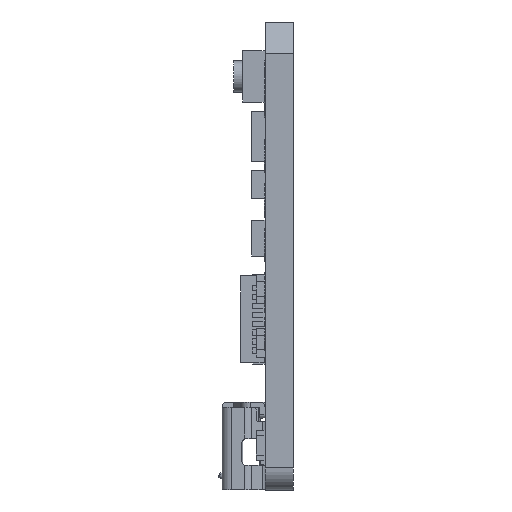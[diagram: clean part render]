
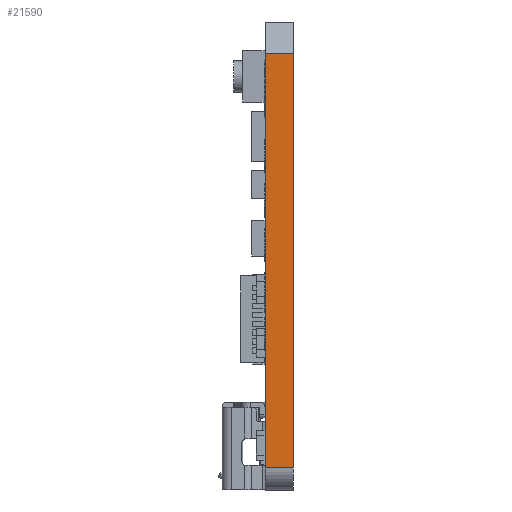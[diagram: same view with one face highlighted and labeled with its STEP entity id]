
A CAD part, left-side view. The second image highlights one B-rep face of the part: STEP entity #21590.
In plain terms, the highlighted planar face has unit normal (-1, 0, 0).
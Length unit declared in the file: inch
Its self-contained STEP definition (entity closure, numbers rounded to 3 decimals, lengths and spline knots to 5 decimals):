
#1636 = LINE ( 'NONE', #3637, #21909 ) ;
#2027 = ORIENTED_EDGE ( 'NONE', *, *, #12424, .F. ) ;
#2302 = CARTESIAN_POINT ( 'NONE',  ( -0.3, 0.063, 0.455 ) ) ;
#2783 = VECTOR ( 'NONE', #20263, 39.37008 ) ;
#3637 = CARTESIAN_POINT ( 'NONE',  ( -0.3, 0.063, -0.475 ) ) ;
#3871 = VECTOR ( 'NONE', #43163, 39.37008 ) ;
#4908 = VERTEX_POINT ( 'NONE', #43926 ) ;
#5612 = ORIENTED_EDGE ( 'NONE', *, *, #17160, .T. ) ;
#6781 = CARTESIAN_POINT ( 'NONE',  ( -0.3, 0.063, -0.475 ) ) ;
#6937 = DIRECTION ( 'NONE',  ( 0., 0., -1. ) ) ;
#8760 = VERTEX_POINT ( 'NONE', #10723 ) ;
#9235 = VECTOR ( 'NONE', #20168, 39.37008 ) ;
#9996 = DIRECTION ( 'NONE',  ( 1., 0., 0. ) ) ;
#10723 = CARTESIAN_POINT ( 'NONE',  ( -0.3, 0.063, -0.475 ) ) ;
#12424 = EDGE_CURVE ( 'NONE', #8760, #18441, #23041, .T. ) ;
#13384 = PLANE ( 'NONE',  #14368 ) ;
#14368 = AXIS2_PLACEMENT_3D ( 'NONE', #6781, #9996, #6937 ) ;
#15027 = CARTESIAN_POINT ( 'NONE',  ( -0.3, 0.063, 0.455 ) ) ;
#17160 = EDGE_CURVE ( 'NONE', #8760, #4908, #1636, .T. ) ;
#17212 = EDGE_LOOP ( 'NONE', ( #20565, #29691, #2027, #5612 ) ) ;
#18441 = VERTEX_POINT ( 'NONE', #2302 ) ;
#19115 = LINE ( 'NONE', #20760, #9235 ) ;
#20168 = DIRECTION ( 'NONE',  ( 0., 0., 1. ) ) ;
#20263 = DIRECTION ( 'NONE',  ( 0., 0., 1. ) ) ;
#20565 = ORIENTED_EDGE ( 'NONE', *, *, #45311, .T. ) ;
#20760 = CARTESIAN_POINT ( 'NONE',  ( -0.3, 0., -0.475 ) ) ;
#21590 = ADVANCED_FACE ( 'NONE', ( #27107 ), #13384, .F. ) ;
#21909 = VECTOR ( 'NONE', #31749, 39.37008 ) ;
#22777 = CARTESIAN_POINT ( 'NONE',  ( -0.3, 0., 0.455 ) ) ;
#23041 = LINE ( 'NONE', #41384, #2783 ) ;
#25992 = EDGE_CURVE ( 'NONE', #18441, #42311, #29049, .T. ) ;
#27107 = FACE_OUTER_BOUND ( 'NONE', #17212, .T. ) ;
#29049 = LINE ( 'NONE', #15027, #3871 ) ;
#29691 = ORIENTED_EDGE ( 'NONE', *, *, #25992, .F. ) ;
#31749 = DIRECTION ( 'NONE',  ( 0., -1., 0. ) ) ;
#41384 = CARTESIAN_POINT ( 'NONE',  ( -0.3, 0.063, -0.475 ) ) ;
#42311 = VERTEX_POINT ( 'NONE', #22777 ) ;
#43163 = DIRECTION ( 'NONE',  ( 0., -1., 0. ) ) ;
#43926 = CARTESIAN_POINT ( 'NONE',  ( -0.3, 0., -0.475 ) ) ;
#45311 = EDGE_CURVE ( 'NONE', #4908, #42311, #19115, .T. ) ;
